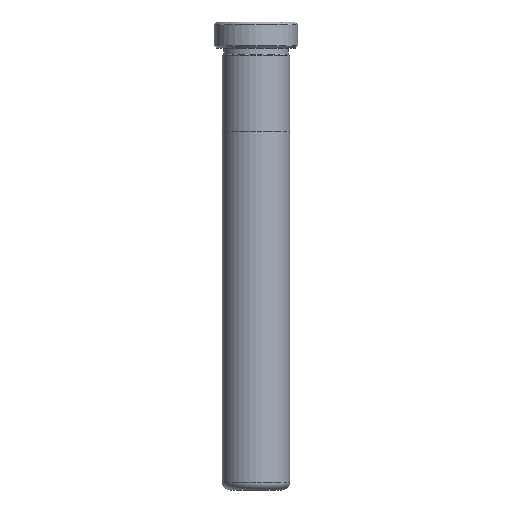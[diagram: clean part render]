
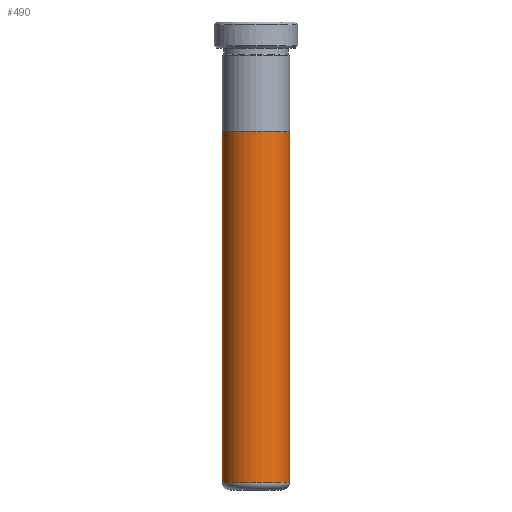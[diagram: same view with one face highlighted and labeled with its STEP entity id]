
A CAD part, front view. The second image highlights one B-rep face of the part: STEP entity #490.
In plain terms, the highlighted cylindrical face has radius 6.495 mm (diameter 12.99 mm), a partial arc.
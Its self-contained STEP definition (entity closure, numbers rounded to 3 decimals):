
#11 = CARTESIAN_POINT ( 'NONE',  ( 6.495, 0., 85. ) ) ;
#18 = AXIS2_PLACEMENT_3D ( 'NONE', #821, #126, #929 ) ;
#106 = DIRECTION ( 'NONE',  ( 1., 0., 0. ) ) ;
#126 = DIRECTION ( 'NONE',  ( 0., 0., 1. ) ) ;
#127 = FACE_OUTER_BOUND ( 'NONE', #749, .T. ) ;
#169 = LINE ( 'NONE', #11, #1047 ) ;
#257 = DIRECTION ( 'NONE',  ( 0., 0., -1. ) ) ;
#278 = CIRCLE ( 'NONE', #756, 6.495 ) ;
#299 = CARTESIAN_POINT ( 'NONE',  ( -6.495, 0., 69. ) ) ;
#351 = DIRECTION ( 'NONE',  ( 0., 0., -1. ) ) ;
#355 = ORIENTED_EDGE ( 'NONE', *, *, #382, .F. ) ;
#361 = DIRECTION ( 'NONE',  ( 0., 0., -1. ) ) ;
#362 = CYLINDRICAL_SURFACE ( 'NONE', #723, 6.495 ) ;
#368 = CARTESIAN_POINT ( 'NONE',  ( 0., 0., 85. ) ) ;
#382 = EDGE_CURVE ( 'NONE', #1266, #811, #278, .T. ) ;
#441 = EDGE_CURVE ( 'NONE', #778, #981, #479, .T. ) ;
#445 = EDGE_CURVE ( 'NONE', #811, #981, #169, .T. ) ;
#467 = EDGE_CURVE ( 'NONE', #1266, #778, #755, .T. ) ;
#479 = CIRCLE ( 'NONE', #18, 6.495 ) ;
#490 = ADVANCED_FACE ( 'NONE', ( #127 ), #362, .T. ) ;
#499 = DIRECTION ( 'NONE',  ( -1., 0., 0. ) ) ;
#717 = CARTESIAN_POINT ( 'NONE',  ( -6.495, 0., 85. ) ) ;
#723 = AXIS2_PLACEMENT_3D ( 'NONE', #368, #257, #499 ) ;
#749 = EDGE_LOOP ( 'NONE', ( #1307, #355, #1341, #1347 ) ) ;
#755 = LINE ( 'NONE', #717, #1330 ) ;
#756 = AXIS2_PLACEMENT_3D ( 'NONE', #1496, #807, #106 ) ;
#778 = VERTEX_POINT ( 'NONE', #1356 ) ;
#807 = DIRECTION ( 'NONE',  ( 0., 0., 1. ) ) ;
#808 = CARTESIAN_POINT ( 'NONE',  ( 6.495, 0., 1.5 ) ) ;
#811 = VERTEX_POINT ( 'NONE', #1362 ) ;
#821 = CARTESIAN_POINT ( 'NONE',  ( 0., 0., 1.5 ) ) ;
#929 = DIRECTION ( 'NONE',  ( 1., 0., 0. ) ) ;
#981 = VERTEX_POINT ( 'NONE', #808 ) ;
#1047 = VECTOR ( 'NONE', #351, 1000. ) ;
#1266 = VERTEX_POINT ( 'NONE', #299 ) ;
#1307 = ORIENTED_EDGE ( 'NONE', *, *, #445, .F. ) ;
#1330 = VECTOR ( 'NONE', #361, 1000. ) ;
#1341 = ORIENTED_EDGE ( 'NONE', *, *, #467, .T. ) ;
#1347 = ORIENTED_EDGE ( 'NONE', *, *, #441, .T. ) ;
#1356 = CARTESIAN_POINT ( 'NONE',  ( -6.495, 0., 1.5 ) ) ;
#1362 = CARTESIAN_POINT ( 'NONE',  ( 6.495, 0., 69. ) ) ;
#1496 = CARTESIAN_POINT ( 'NONE',  ( 0., 0., 69. ) ) ;
